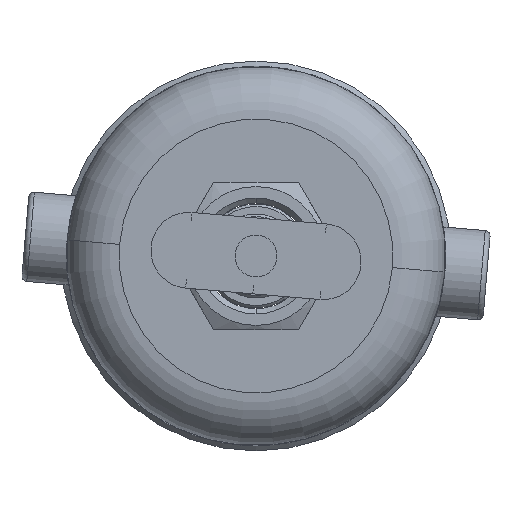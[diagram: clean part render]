
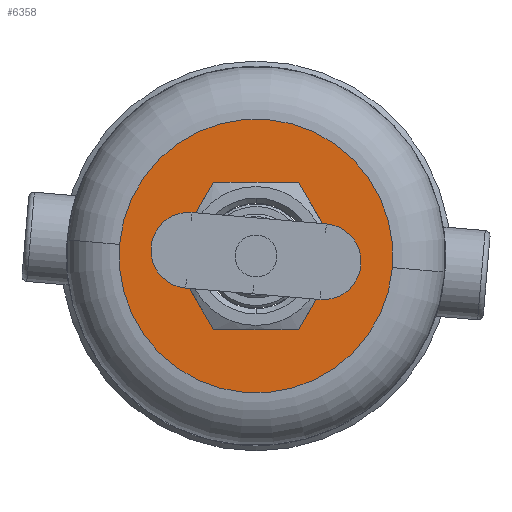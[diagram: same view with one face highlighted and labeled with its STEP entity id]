
A CAD part, front view. The second image highlights one B-rep face of the part: STEP entity #6358.
In plain terms, the highlighted planar face has unit normal (0, -1, 0).
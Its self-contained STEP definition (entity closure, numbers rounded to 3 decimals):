
#54 = CARTESIAN_POINT ( 'NONE',  ( 0., 0., 0. ) ) ;
#55 = EDGE_LOOP ( 'NONE', ( #578, #2706 ) ) ;
#152 = CIRCLE ( 'NONE', #5759, 13. ) ;
#332 = DIRECTION ( 'NONE',  ( 0., -1., 0. ) ) ;
#578 = ORIENTED_EDGE ( 'NONE', *, *, #2456, .T. ) ;
#773 = CARTESIAN_POINT ( 'NONE',  ( 5.25, 0., 0. ) ) ;
#1175 = VERTEX_POINT ( 'NONE', #1724 ) ;
#1435 = DIRECTION ( 'NONE',  ( 1., 0., 0. ) ) ;
#1490 = AXIS2_PLACEMENT_3D ( 'NONE', #8459, #7748, #1435 ) ;
#1724 = CARTESIAN_POINT ( 'NONE',  ( -13., 0., 0. ) ) ;
#1821 = CARTESIAN_POINT ( 'NONE',  ( 0., 0., 0. ) ) ;
#1862 = ORIENTED_EDGE ( 'NONE', *, *, #7066, .F. ) ;
#1946 = CARTESIAN_POINT ( 'NONE',  ( 13., 0., 0. ) ) ;
#2456 = EDGE_CURVE ( 'NONE', #2574, #1175, #152, .T. ) ;
#2574 = VERTEX_POINT ( 'NONE', #1946 ) ;
#2706 = ORIENTED_EDGE ( 'NONE', *, *, #8390, .T. ) ;
#2825 = FACE_BOUND ( 'NONE', #3521, .T. ) ;
#2860 = CIRCLE ( 'NONE', #3017, 13. ) ;
#3017 = AXIS2_PLACEMENT_3D ( 'NONE', #54, #7268, #4404 ) ;
#3135 = CIRCLE ( 'NONE', #4451, 5.25 ) ;
#3162 = DIRECTION ( 'NONE',  ( 1., 0., 0. ) ) ;
#3475 = VERTEX_POINT ( 'NONE', #6217 ) ;
#3521 = EDGE_LOOP ( 'NONE', ( #1862, #7050 ) ) ;
#3978 = DIRECTION ( 'NONE',  ( 1., 0., 0. ) ) ;
#4207 = FACE_OUTER_BOUND ( 'NONE', #55, .T. ) ;
#4404 = DIRECTION ( 'NONE',  ( 1., 0., 0. ) ) ;
#4451 = AXIS2_PLACEMENT_3D ( 'NONE', #8433, #4969, #7778 ) ;
#4758 = VERTEX_POINT ( 'NONE', #773 ) ;
#4969 = DIRECTION ( 'NONE',  ( 0., -1., 0. ) ) ;
#5759 = AXIS2_PLACEMENT_3D ( 'NONE', #8363, #6230, #3978 ) ;
#6217 = CARTESIAN_POINT ( 'NONE',  ( -5.25, 0., 0. ) ) ;
#6230 = DIRECTION ( 'NONE',  ( 0., -1., 0. ) ) ;
#6358 = ADVANCED_FACE ( 'NONE', ( #4207, #2825 ), #7016, .T. ) ;
#7016 = PLANE ( 'NONE',  #1490 ) ;
#7050 = ORIENTED_EDGE ( 'NONE', *, *, #8565, .F. ) ;
#7066 = EDGE_CURVE ( 'NONE', #4758, #3475, #3135, .T. ) ;
#7120 = CIRCLE ( 'NONE', #7549, 5.25 ) ;
#7268 = DIRECTION ( 'NONE',  ( 0., -1., 0. ) ) ;
#7549 = AXIS2_PLACEMENT_3D ( 'NONE', #1821, #332, #3162 ) ;
#7748 = DIRECTION ( 'NONE',  ( 0., -1., 0. ) ) ;
#7778 = DIRECTION ( 'NONE',  ( 1., 0., 0. ) ) ;
#8363 = CARTESIAN_POINT ( 'NONE',  ( 0., 0., 0. ) ) ;
#8390 = EDGE_CURVE ( 'NONE', #1175, #2574, #2860, .T. ) ;
#8433 = CARTESIAN_POINT ( 'NONE',  ( 0., 0., 0. ) ) ;
#8459 = CARTESIAN_POINT ( 'NONE',  ( 18., 0., 0. ) ) ;
#8565 = EDGE_CURVE ( 'NONE', #3475, #4758, #7120, .T. ) ;
